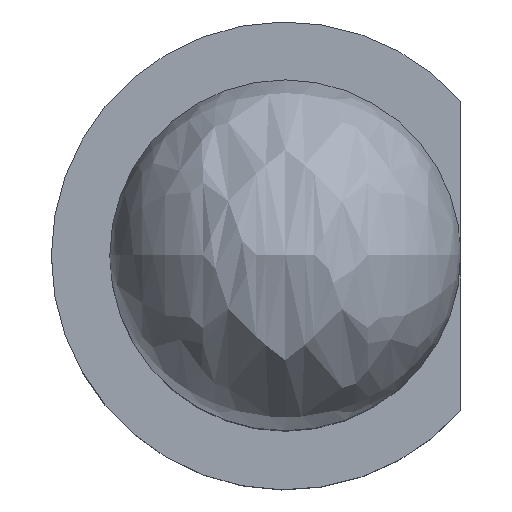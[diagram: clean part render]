
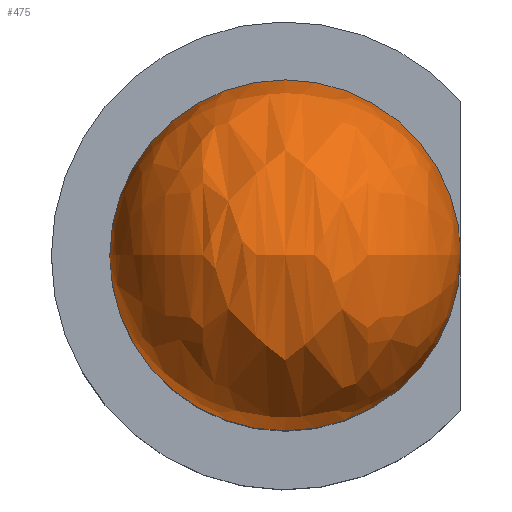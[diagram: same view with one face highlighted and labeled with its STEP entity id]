
A CAD part, top view. The second image highlights one B-rep face of the part: STEP entity #475.
In plain terms, the highlighted free-form (B-spline) face has degree [3, 3] with [4, 4] control points.
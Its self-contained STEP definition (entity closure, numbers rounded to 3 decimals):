
#4 = CARTESIAN_POINT ( 'NONE',  ( 1.5, 0., 3.75 ) ) ;
#27 = CARTESIAN_POINT ( 'NONE',  ( 0., 0., 3.75 ) ) ;
#39 = CARTESIAN_POINT ( 'NONE',  ( 1.5, 0., 3.75 ) ) ;
#66 = CARTESIAN_POINT ( 'NONE',  ( 1.5, 0., 3.75 ) ) ;
#115 = AXIS2_PLACEMENT_3D ( 'NONE', #157, #468, #734 ) ;
#117 = CIRCLE ( 'NONE', #115, 1.5 ) ;
#125 = CARTESIAN_POINT ( 'NONE',  ( -1.5, 0., 3.75 ) ) ;
#142 = EDGE_CURVE ( 'NONE', #609, #676, #117, .T. ) ;
#157 = CARTESIAN_POINT ( 'NONE',  ( 0., 0., 3.75 ) ) ;
#185 = CARTESIAN_POINT ( 'NONE',  ( -1.5, 0., 3.75 ) ) ;
#188 = CARTESIAN_POINT ( 'NONE',  ( -1.5, -3., 3.75 ) ) ;
#198 = CARTESIAN_POINT ( 'NONE',  ( 1.5, -3., 3.75 ) ) ;
#205 = EDGE_CURVE ( 'NONE', #676, #609, #234, .T. ) ;
#234 = CIRCLE ( 'NONE', #752, 1.5 ) ;
#248 = CARTESIAN_POINT ( 'NONE',  ( 1.5, 0., 3.75 ) ) ;
#384 = CARTESIAN_POINT ( 'NONE',  ( 1.5, 0., 3.75 ) ) ;
#439 = CARTESIAN_POINT ( 'NONE',  ( -1.5, 0., 3.75 ) ) ;
#468 = DIRECTION ( 'NONE',  ( 0., 0., -1. ) ) ;
#475 = ADVANCED_FACE ( 'NONE', ( #573 ), #766, .T. ) ;
#476 = DIRECTION ( 'NONE',  ( 1., 0., 0. ) ) ;
#481 = ORIENTED_EDGE ( 'NONE', *, *, #205, .F. ) ;
#509 = CARTESIAN_POINT ( 'NONE',  ( 1.5, 3., 9.75 ) ) ;
#513 = CARTESIAN_POINT ( 'NONE',  ( 1.5, -3., 9.75 ) ) ;
#530 = DIRECTION ( 'NONE',  ( 0., 0., -1. ) ) ;
#573 = FACE_OUTER_BOUND ( 'NONE', #623, .T. ) ;
#609 = VERTEX_POINT ( 'NONE', #756 ) ;
#623 = EDGE_LOOP ( 'NONE', ( #662, #481 ) ) ;
#662 = ORIENTED_EDGE ( 'NONE', *, *, #142, .F. ) ;
#676 = VERTEX_POINT ( 'NONE', #39 ) ;
#703 = CARTESIAN_POINT ( 'NONE',  ( -1.5, 0., 3.75 ) ) ;
#734 = DIRECTION ( 'NONE',  ( 1., 0., 0. ) ) ;
#752 = AXIS2_PLACEMENT_3D ( 'NONE', #27, #530, #476 ) ;
#756 = CARTESIAN_POINT ( 'NONE',  ( -1.5, 0., 3.75 ) ) ;
#766 =( BOUNDED_SURFACE ( )  B_SPLINE_SURFACE ( 3, 3, ( 
 ( #4, #384, #66, #248 ),
 ( #780, #509, #513, #198 ),
 ( #771, #776, #768, #188 ),
 ( #125, #439, #185, #703 ) ),
 .UNSPECIFIED., .F., .F., .F. ) 
 B_SPLINE_SURFACE_WITH_KNOTS ( ( 4, 4 ),
 ( 4, 4 ),
 ( 0., 1. ),
 ( 0., 1. ),
 .UNSPECIFIED. ) 
 GEOMETRIC_REPRESENTATION_ITEM ( )  RATIONAL_B_SPLINE_SURFACE ( (
 ( 1., 0.333, 0.333, 1.),
 ( 0.333, 0.111, 0.111, 0.333),
 ( 0.333, 0.111, 0.111, 0.333),
 ( 1., 0.333, 0.333, 1.) ) ) 
 REPRESENTATION_ITEM ( '' )  SURFACE ( )  );
#768 = CARTESIAN_POINT ( 'NONE',  ( -1.5, -3., 9.75 ) ) ;
#771 = CARTESIAN_POINT ( 'NONE',  ( -1.5, 3., 3.75 ) ) ;
#776 = CARTESIAN_POINT ( 'NONE',  ( -1.5, 3., 9.75 ) ) ;
#780 = CARTESIAN_POINT ( 'NONE',  ( 1.5, 3., 3.75 ) ) ;
